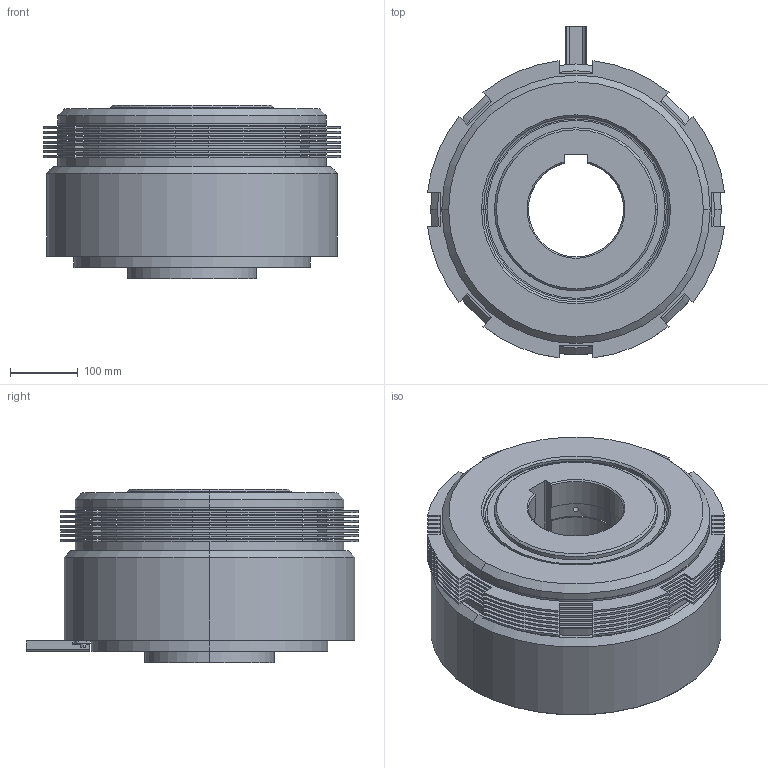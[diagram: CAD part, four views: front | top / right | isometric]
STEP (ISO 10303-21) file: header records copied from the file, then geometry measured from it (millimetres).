
FILE_DESCRIPTION (( 'STEP AP203' ), '1' );
FILE_NAME ('MWC 600_23685700_湿式多板電磁クラッチ組立.STEP', '2016-03-31T01:37:45', ( ' ' ), ( '' ), 'SwSTEP 2.0', 'SolidWorks 2009', '' );
FILE_SCHEMA (( 'CONFIG_CONTROL_DESIGN' ));
Length unit declared in the file: millimetre
Products named in the file (1): MWC 600_23685700_湿式多板電磁クラッチ組立
Bounding box: 437.15 x 488.57 x 255 mm (x, y, z)
Volume: 26653980.7 mm3; surface area: 2289755.9 mm2
Topology: 2 solids, 10 shells, 535 faces, 1389 edges, 914 vertices
Faces by surface type: plane 275, cylinder 232, cone 26, torus 2
Entity records: 17262 total; most frequent: CARTESIAN_POINT 3679, DIRECTION 2871, ORIENTED_EDGE 2778, EDGE_CURVE 1389, AXIS2_PLACEMENT_3D 1004, VERTEX_POINT 914, VECTOR 863, LINE 863
